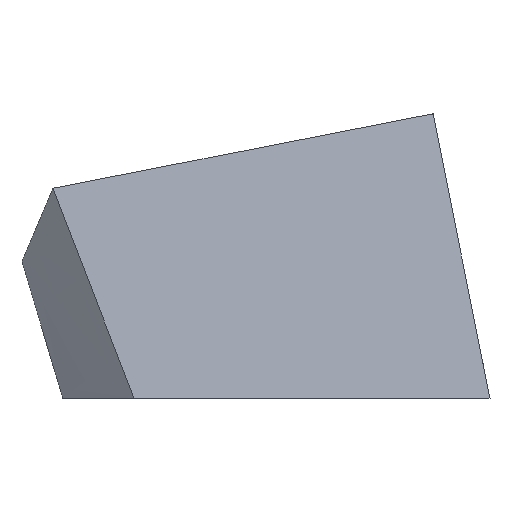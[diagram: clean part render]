
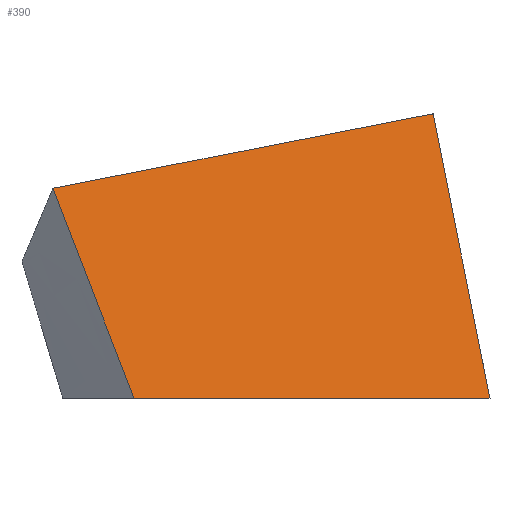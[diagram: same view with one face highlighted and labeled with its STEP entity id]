
A CAD part, left-side view. The second image highlights one B-rep face of the part: STEP entity #390.
In plain terms, the highlighted free-form (B-spline) face has degree [4, 5] with [5, 6] control points.
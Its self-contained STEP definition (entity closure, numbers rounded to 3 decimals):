
#129 = VERTEX_POINT('',#130);
#130 = CARTESIAN_POINT('',(0.16,0.16,0.8));
#164 = VERTEX_POINT('',#165);
#165 = CARTESIAN_POINT('',(0.12,1.228,0.59));
#171 = EDGE_CURVE('',#164,#129,#172,.T.);
#172 = LINE('',#173,#174);
#173 = CARTESIAN_POINT('',(0.12,1.228,0.59));
#174 = VECTOR('',#175,1.);
#175 = DIRECTION('',(0.037,-0.981,0.193)
  );
#227 = VERTEX_POINT('',#228);
#228 = CARTESIAN_POINT('',(0.,1.,0.));
#236 = EDGE_CURVE('',#164,#227,#237,.T.);
#237 = LINE('',#238,#239);
#238 = CARTESIAN_POINT('',(0.,1.,0.));
#239 = VECTOR('',#240,1.);
#240 = DIRECTION('',(-0.186,-0.354,-0.916));
#282 = EDGE_CURVE('',#283,#227,#285,.T.);
#283 = VERTEX_POINT('',#284);
#284 = CARTESIAN_POINT('',(0.,0.,0.));
#285 = LINE('',#286,#287);
#286 = CARTESIAN_POINT('',(0.,0.,0.));
#287 = VECTOR('',#288,1.);
#288 = DIRECTION('',(0.,1.,0.));
#319 = EDGE_CURVE('',#129,#283,#320,.T.);
#320 = LINE('',#321,#322);
#321 = CARTESIAN_POINT('',(0.,0.,0.));
#322 = VECTOR('',#323,1.);
#323 = DIRECTION('',(-0.192,-0.192,-0.962));
#390 = ADVANCED_FACE('',(#391),#397,.F.);
#391 = FACE_BOUND('',#392,.F.);
#392 = EDGE_LOOP('',(#393,#394,#395,#396));
#393 = ORIENTED_EDGE('',*,*,#282,.T.);
#394 = ORIENTED_EDGE('',*,*,#236,.F.);
#395 = ORIENTED_EDGE('',*,*,#171,.T.);
#396 = ORIENTED_EDGE('',*,*,#319,.T.);
#397 = B_SPLINE_SURFACE_WITH_KNOTS('',4,5,(
    (#398,#399,#400,#401,#402,#403)
    ,(#404,#405,#406,#407,#408,#409)
    ,(#410,#411,#412,#413,#414,#415)
    ,(#416,#417,#418,#419,#420,#421)
    ,(#422,#423,#424,#425,#426,#427
    )),.UNSPECIFIED.,.F.,.F.,.F.,(5,5),(6,6),(-0.673,
    0.705),(-0.409,0.528),
  .PIECEWISE_BEZIER_KNOTS.);
#398 = CARTESIAN_POINT('',(-0.016,-0.058,
    -0.081));
#399 = CARTESIAN_POINT('',(0.021,-0.066,
    0.103));
#400 = CARTESIAN_POINT('',(0.057,-0.074,
    0.286));
#401 = CARTESIAN_POINT('',(0.094,-0.082,
    0.469));
#402 = CARTESIAN_POINT('',(0.13,-0.09,
    0.653));
#403 = CARTESIAN_POINT('',(0.167,-0.098,
    0.836));
#404 = CARTESIAN_POINT('',(-0.013,0.286,
    -0.066));
#405 = CARTESIAN_POINT('',(0.024,0.278,
    0.117));
#406 = CARTESIAN_POINT('',(0.06,0.27,
    0.3));
#407 = CARTESIAN_POINT('',(0.097,0.262,
    0.484));
#408 = CARTESIAN_POINT('',(0.134,0.254,0.667)
  );
#409 = CARTESIAN_POINT('',(0.17,0.246,0.851));
#410 = CARTESIAN_POINT('',(-0.01,0.631,
    -0.052));
#411 = CARTESIAN_POINT('',(0.027,0.623,
    0.131));
#412 = CARTESIAN_POINT('',(0.063,0.615,
    0.315));
#413 = CARTESIAN_POINT('',(0.1,0.607,0.498)
  );
#414 = CARTESIAN_POINT('',(0.137,0.599,0.682)
  );
#415 = CARTESIAN_POINT('',(0.174,0.591,0.865)
  );
#416 = CARTESIAN_POINT('',(-0.008,0.975,
    -0.037));
#417 = CARTESIAN_POINT('',(0.03,0.967,
    0.146));
#418 = CARTESIAN_POINT('',(0.067,0.959,
    0.329));
#419 = CARTESIAN_POINT('',(0.104,0.951,0.513)
  );
#420 = CARTESIAN_POINT('',(0.141,0.943,0.696)
  );
#421 = CARTESIAN_POINT('',(0.178,0.935,0.879));
#422 = CARTESIAN_POINT('',(-0.005,1.319,
    -0.023));
#423 = CARTESIAN_POINT('',(0.033,1.311,
    0.16));
#424 = CARTESIAN_POINT('',(0.07,1.303,
    0.343));
#425 = CARTESIAN_POINT('',(0.107,1.295,0.527)
  );
#426 = CARTESIAN_POINT('',(0.144,1.287,0.71)
  );
#427 = CARTESIAN_POINT('',(0.182,1.279,0.893)
  );
